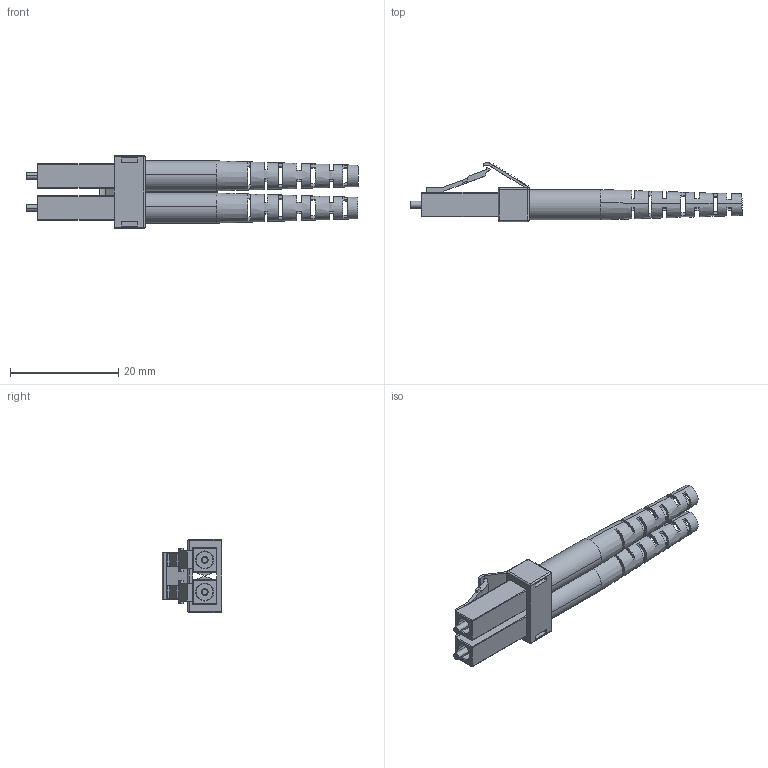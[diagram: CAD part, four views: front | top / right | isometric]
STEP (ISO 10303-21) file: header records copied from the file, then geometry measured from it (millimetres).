
FILE_DESCRIPTION (( 'STEP AP214' ), '1' );
FILE_NAME ('FOC-LCMMD16CL.STEP', '2020-02-27T17:32:56', ( '' ), ( '' ), 'SwSTEP 2.0', 'SolidWorks 2018', '' );
FILE_SCHEMA (( 'AUTOMOTIVE_DESIGN' ));
Length unit declared in the file: inch
Products named in the file (5): 1AF02-001-MA2; 1AF02-001-MA4; 1AF02-001-MA3; FOC-LCMMD16CL; 1AF02-001-MA1
Assembly tree (5 placements, depth 3):
  FOC-LCMMD16CL
    1AF02-001-MA1  x2
      1AF02-001-MA2
      1AF02-001-MA3
    1AF02-001-MA4
Bounding box: 61.21 x 10.92 x 13.46 mm (x, y, z)
Volume: 1673.1 mm3; surface area: 4249.1 mm2
Topology: 5 solids, 5 shells, 419 faces, 1126 edges, 711 vertices
Faces by surface type: plane 296, cylinder 61, cone 36, sphere 13, bspline 9, torus 4
Entity records: 9429 total; most frequent: CARTESIAN_POINT 2350, ORIENTED_EDGE 1416, DIRECTION 1347, EDGE_CURVE 708, VECTOR 463, LINE 463, VERTEX_POINT 453, AXIS2_PLACEMENT_3D 442
